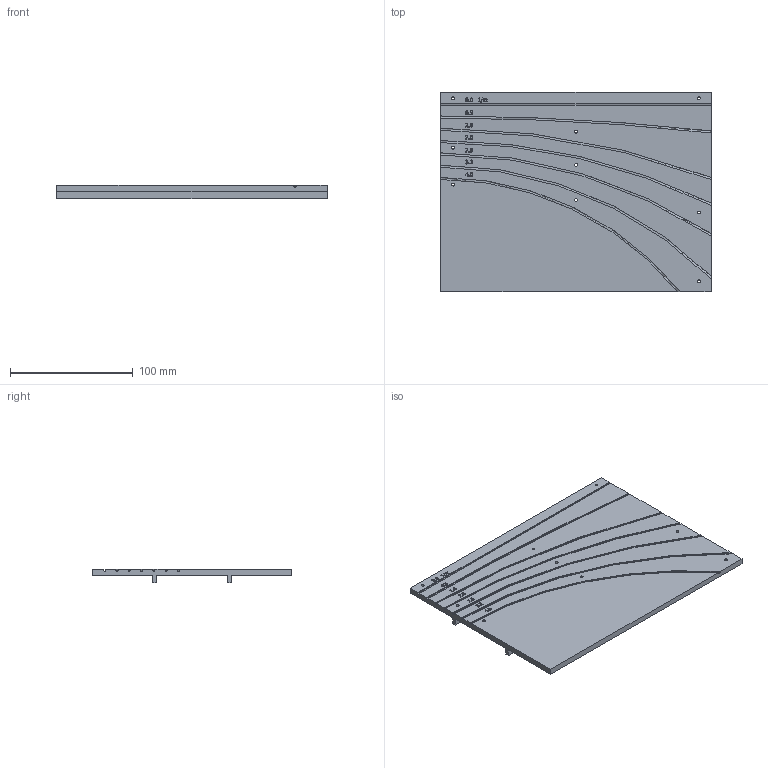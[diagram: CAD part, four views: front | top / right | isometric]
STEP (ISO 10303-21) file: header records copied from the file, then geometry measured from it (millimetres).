
FILE_DESCRIPTION(/* description */ (''),/* implementation_level */ '2;1');
FILE_NAME(/* name */ 'Calibration_jig.stp',/* time_stamp */ '2025-02-17T14:20:20-05:00',/* author */ ('jfcoe'),/* organization */ (''),/* preprocessor_version */ 'ST-DEVELOPER v19.2',/* originating_system */ 'Autodesk Inventor 2024',/* authorisation */ '');
FILE_SCHEMA (('AUTOMOTIVE_DESIGN { 1 0 10303 214 3 1 1 }'));
Length unit declared in the file: millimetre
Products named in the file (1): Calibration_jig
Bounding box: 220 x 162 x 10.85 mm (x, y, z)
Volume: 181564.9 mm3; surface area: 85166 mm2
Topology: 1 solids, 1 shells, 381 faces, 1047 edges, 698 vertices
Faces by surface type: plane 173, bspline 171, cylinder 23, torus 14
Full cylindrical faces by diameter (mm): 2.261 x9
Entity records: 13715 total; most frequent: CARTESIAN_POINT 5112, ORIENTED_EDGE 2094, DIRECTION 1161, EDGE_CURVE 1047, VERTEX_POINT 698, LINE 617, VECTOR 617, EDGE_LOOP 429
